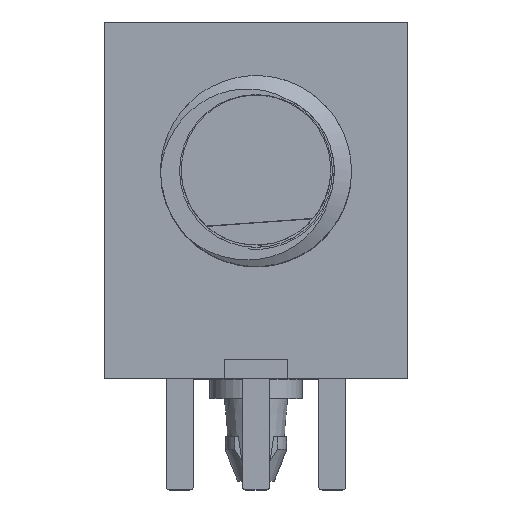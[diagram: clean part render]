
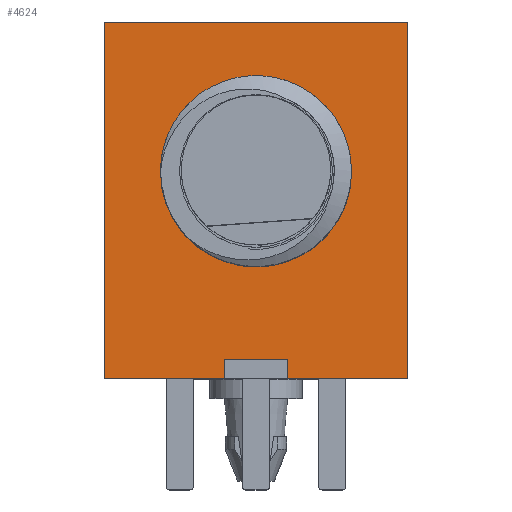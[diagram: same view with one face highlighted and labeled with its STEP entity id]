
A CAD part, top view. The second image highlights one B-rep face of the part: STEP entity #4624.
In plain terms, the highlighted planar face has unit normal (0, 0, 1).
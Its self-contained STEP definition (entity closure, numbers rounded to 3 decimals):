
#23 = ORIENTED_EDGE ( 'NONE', *, *, #3818, .F. ) ;
#42 = LINE ( 'NONE', #1500, #1871 ) ;
#71 = LINE ( 'NONE', #1171, #4313 ) ;
#85 = EDGE_CURVE ( 'NONE', #4620, #4600, #245, .T. ) ;
#100 = DIRECTION ( 'NONE',  ( 0., 0., -1. ) ) ;
#117 = CARTESIAN_POINT ( 'NONE',  ( -4.75, -5.6, 2.4 ) ) ;
#181 = DIRECTION ( 'NONE',  ( -1., 0., 0. ) ) ;
#245 = LINE ( 'NONE', #975, #1828 ) ;
#340 = CARTESIAN_POINT ( 'NONE',  ( 4.75, -5.6, 2.4 ) ) ;
#384 = ORIENTED_EDGE ( 'NONE', *, *, #4074, .T. ) ;
#481 = CARTESIAN_POINT ( 'NONE',  ( -4.75, -5.6, 2.4 ) ) ;
#579 = DIRECTION ( 'NONE',  ( 0., 0., 1. ) ) ;
#601 = DIRECTION ( 'NONE',  ( 1., 0., 0. ) ) ;
#736 = LINE ( 'NONE', #753, #1000 ) ;
#753 = CARTESIAN_POINT ( 'NONE',  ( -1., -5.6, 2.4 ) ) ;
#759 = DIRECTION ( 'NONE',  ( 1., 0., 0. ) ) ;
#775 = CARTESIAN_POINT ( 'NONE',  ( -4.75, 5.6, 2.4 ) ) ;
#782 = DIRECTION ( 'NONE',  ( 1., 0., 0. ) ) ;
#799 = CARTESIAN_POINT ( 'NONE',  ( 0., 0.9, 2.4 ) ) ;
#898 = CARTESIAN_POINT ( 'NONE',  ( 3., 0.9, 2.4 ) ) ;
#915 = FACE_OUTER_BOUND ( 'NONE', #3917, .T. ) ;
#975 = CARTESIAN_POINT ( 'NONE',  ( -1., -5., 2.4 ) ) ;
#991 = AXIS2_PLACEMENT_3D ( 'NONE', #799, #2248, #3748 ) ;
#1000 = VECTOR ( 'NONE', #4430, 1000. ) ;
#1047 = ORIENTED_EDGE ( 'NONE', *, *, #1670, .F. ) ;
#1111 = ORIENTED_EDGE ( 'NONE', *, *, #1131, .F. ) ;
#1129 = VERTEX_POINT ( 'NONE', #2747 ) ;
#1131 = EDGE_CURVE ( 'NONE', #4485, #1129, #1647, .T. ) ;
#1143 = VECTOR ( 'NONE', #782, 1000. ) ;
#1171 = CARTESIAN_POINT ( 'NONE',  ( 4.75, -5.6, 2.4 ) ) ;
#1288 = EDGE_LOOP ( 'NONE', ( #1111, #2585 ) ) ;
#1310 = ORIENTED_EDGE ( 'NONE', *, *, #3542, .T. ) ;
#1460 = LINE ( 'NONE', #2961, #2851 ) ;
#1500 = CARTESIAN_POINT ( 'NONE',  ( 1., -5.6, 2.4 ) ) ;
#1526 = DIRECTION ( 'NONE',  ( -1., 0., 0. ) ) ;
#1614 = VERTEX_POINT ( 'NONE', #340 ) ;
#1647 = CIRCLE ( 'NONE', #2184, 3. ) ;
#1670 = EDGE_CURVE ( 'NONE', #2104, #4620, #42, .T. ) ;
#1828 = VECTOR ( 'NONE', #2720, 1000. ) ;
#1838 = VERTEX_POINT ( 'NONE', #2107 ) ;
#1871 = VECTOR ( 'NONE', #2977, 1000. ) ;
#1945 = CARTESIAN_POINT ( 'NONE',  ( 0., 0., 2.4 ) ) ;
#1997 = CARTESIAN_POINT ( 'NONE',  ( 1., -5., 2.4 ) ) ;
#2104 = VERTEX_POINT ( 'NONE', #3971 ) ;
#2107 = CARTESIAN_POINT ( 'NONE',  ( 4.75, 5.6, 2.4 ) ) ;
#2184 = AXIS2_PLACEMENT_3D ( 'NONE', #4246, #579, #601 ) ;
#2248 = DIRECTION ( 'NONE',  ( 0., 0., 1. ) ) ;
#2361 = CARTESIAN_POINT ( 'NONE',  ( -1., -5., 2.4 ) ) ;
#2585 = ORIENTED_EDGE ( 'NONE', *, *, #2828, .F. ) ;
#2639 = DIRECTION ( 'NONE',  ( 0., -1., 0. ) ) ;
#2645 = DIRECTION ( 'NONE',  ( 0., 1., 0. ) ) ;
#2687 = ORIENTED_EDGE ( 'NONE', *, *, #3509, .T. ) ;
#2720 = DIRECTION ( 'NONE',  ( -1., 0., 0. ) ) ;
#2738 = CARTESIAN_POINT ( 'NONE',  ( -1., -5.6, 2.4 ) ) ;
#2747 = CARTESIAN_POINT ( 'NONE',  ( -3., 0.9, 2.4 ) ) ;
#2828 = EDGE_CURVE ( 'NONE', #1129, #4485, #3151, .T. ) ;
#2851 = VECTOR ( 'NONE', #759, 1000. ) ;
#2870 = VERTEX_POINT ( 'NONE', #3728 ) ;
#2903 = EDGE_CURVE ( 'NONE', #1838, #2870, #2975, .T. ) ;
#2961 = CARTESIAN_POINT ( 'NONE',  ( -4.75, -5.6, 2.4 ) ) ;
#2975 = LINE ( 'NONE', #775, #4462 ) ;
#2977 = DIRECTION ( 'NONE',  ( 0., 1., 0. ) ) ;
#2999 = LINE ( 'NONE', #117, #4249 ) ;
#3141 = ORIENTED_EDGE ( 'NONE', *, *, #85, .F. ) ;
#3151 = CIRCLE ( 'NONE', #991, 3. ) ;
#3291 = EDGE_CURVE ( 'NONE', #2104, #1614, #1460, .T. ) ;
#3480 = FACE_BOUND ( 'NONE', #1288, .T. ) ;
#3509 = EDGE_CURVE ( 'NONE', #3951, #4392, #3780, .T. ) ;
#3542 = EDGE_CURVE ( 'NONE', #1614, #1838, #71, .T. ) ;
#3728 = CARTESIAN_POINT ( 'NONE',  ( -4.75, 5.6, 2.4 ) ) ;
#3748 = DIRECTION ( 'NONE',  ( 1., 0., 0. ) ) ;
#3780 = LINE ( 'NONE', #481, #1143 ) ;
#3807 = PLANE ( 'NONE',  #3861 ) ;
#3818 = EDGE_CURVE ( 'NONE', #4600, #4392, #736, .T. ) ;
#3861 = AXIS2_PLACEMENT_3D ( 'NONE', #1945, #100, #181 ) ;
#3873 = ORIENTED_EDGE ( 'NONE', *, *, #2903, .T. ) ;
#3917 = EDGE_LOOP ( 'NONE', ( #23, #3141, #1047, #4225, #1310, #3873, #384, #2687 ) ) ;
#3951 = VERTEX_POINT ( 'NONE', #4505 ) ;
#3971 = CARTESIAN_POINT ( 'NONE',  ( 1., -5.6, 2.4 ) ) ;
#4074 = EDGE_CURVE ( 'NONE', #2870, #3951, #2999, .T. ) ;
#4225 = ORIENTED_EDGE ( 'NONE', *, *, #3291, .T. ) ;
#4246 = CARTESIAN_POINT ( 'NONE',  ( 0., 0.9, 2.4 ) ) ;
#4249 = VECTOR ( 'NONE', #2639, 1000. ) ;
#4313 = VECTOR ( 'NONE', #2645, 1000. ) ;
#4392 = VERTEX_POINT ( 'NONE', #2738 ) ;
#4430 = DIRECTION ( 'NONE',  ( 0., -1., 0. ) ) ;
#4462 = VECTOR ( 'NONE', #1526, 1000. ) ;
#4485 = VERTEX_POINT ( 'NONE', #898 ) ;
#4505 = CARTESIAN_POINT ( 'NONE',  ( -4.75, -5.6, 2.4 ) ) ;
#4600 = VERTEX_POINT ( 'NONE', #2361 ) ;
#4620 = VERTEX_POINT ( 'NONE', #1997 ) ;
#4624 = ADVANCED_FACE ( 'NONE', ( #3480, #915 ), #3807, .F. ) ;
